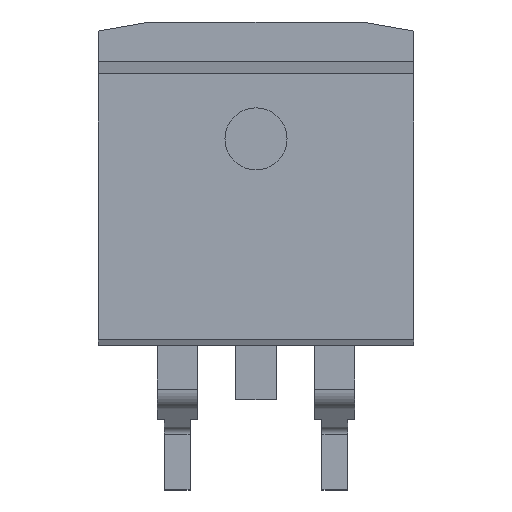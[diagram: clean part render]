
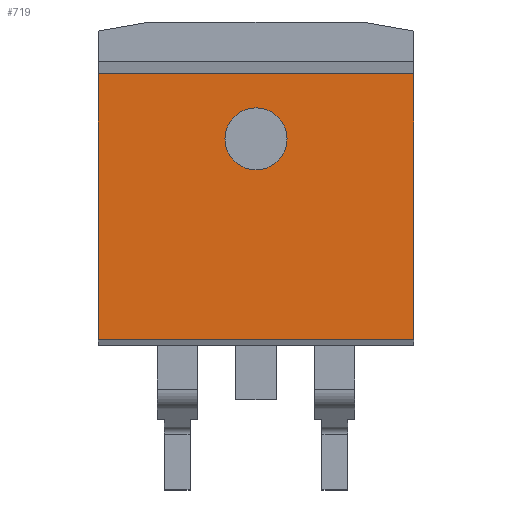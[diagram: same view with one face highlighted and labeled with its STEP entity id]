
A CAD part, top view. The second image highlights one B-rep face of the part: STEP entity #719.
In plain terms, the highlighted face is planar.
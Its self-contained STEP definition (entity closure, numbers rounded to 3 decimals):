
#291=DIRECTION('',(0.,0.,1.));
#292=VECTOR('',#291,8.566);
#293=CARTESIAN_POINT('',(-5.08,4.57,0.405));
#294=LINE('',#293,#292);
#312=CARTESIAN_POINT('',(0.,4.57,2.5));
#313=DIRECTION('',(0.,-1.,0.));
#314=DIRECTION('',(1.,0.,0.));
#315=AXIS2_PLACEMENT_3D('',#312,#313,#314);
#320=CARTESIAN_POINT('',(0.,4.57,2.5));
#321=DIRECTION('',(0.,-1.,0.));
#322=DIRECTION('',(-1.,0.,0.));
#323=AXIS2_PLACEMENT_3D('',#320,#321,#322);
#328=DIRECTION('',(-1.,0.,0.));
#329=VECTOR('',#328,10.16);
#330=CARTESIAN_POINT('',(5.08,4.57,0.405));
#331=LINE('',#330,#329);
#335=DIRECTION('',(0.,0.,1.));
#336=VECTOR('',#335,8.566);
#337=CARTESIAN_POINT('',(5.08,4.57,0.405));
#338=LINE('',#337,#336);
#342=DIRECTION('',(-1.,0.,0.));
#343=VECTOR('',#342,10.16);
#344=CARTESIAN_POINT('',(5.08,4.57,8.971));
#345=LINE('',#344,#343);
#424=CARTESIAN_POINT('',(-5.08,4.57,8.971));
#425=VERTEX_POINT('',#424);
#428=CARTESIAN_POINT('',(5.08,4.57,8.971));
#429=VERTEX_POINT('',#428);
#434=CARTESIAN_POINT('',(-5.08,4.57,0.405));
#436=VERTEX_POINT('',#434);
#438=CARTESIAN_POINT('',(5.08,4.57,0.405));
#440=VERTEX_POINT('',#438);
#470=CARTESIAN_POINT('',(1.,4.57,2.5));
#471=CARTESIAN_POINT('',(-1.,4.57,2.5));
#472=VERTEX_POINT('',#470);
#473=VERTEX_POINT('',#471);
#701=CARTESIAN_POINT('',(5.08,4.57,0.));
#702=DIRECTION('',(0.,1.,0.));
#703=DIRECTION('',(-1.,0.,0.));
#704=AXIS2_PLACEMENT_3D('',#701,#702,#703);
#705=PLANE('',#704);
#706=ORIENTED_EDGE('',*,*,#642,.F.);
#707=ORIENTED_EDGE('',*,*,#664,.T.);
#709=ORIENTED_EDGE('',*,*,#708,.T.);
#710=ORIENTED_EDGE('',*,*,#689,.F.);
#711=EDGE_LOOP('',(#706,#707,#709,#710));
#712=FACE_OUTER_BOUND('',#711,.F.);
#714=ORIENTED_EDGE('',*,*,#713,.F.);
#716=ORIENTED_EDGE('',*,*,#715,.F.);
#717=EDGE_LOOP('',(#714,#716));
#718=FACE_BOUND('',#717,.F.);
#719=ADVANCED_FACE('',(#712,#718),#705,.T.);
#316=CIRCLE('',#315,1.);
#324=CIRCLE('',#323,1.);
#642=EDGE_CURVE('',#440,#436,#331,.T.);
#664=EDGE_CURVE('',#440,#429,#338,.T.);
#689=EDGE_CURVE('',#436,#425,#294,.T.);
#708=EDGE_CURVE('',#429,#425,#345,.T.);
#713=EDGE_CURVE('',#472,#473,#316,.T.);
#715=EDGE_CURVE('',#473,#472,#324,.T.);
